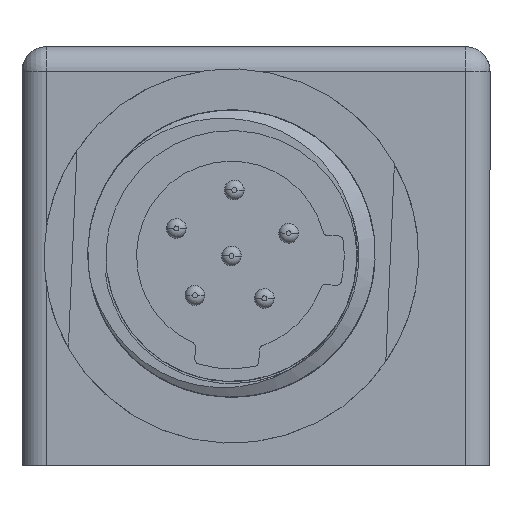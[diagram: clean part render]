
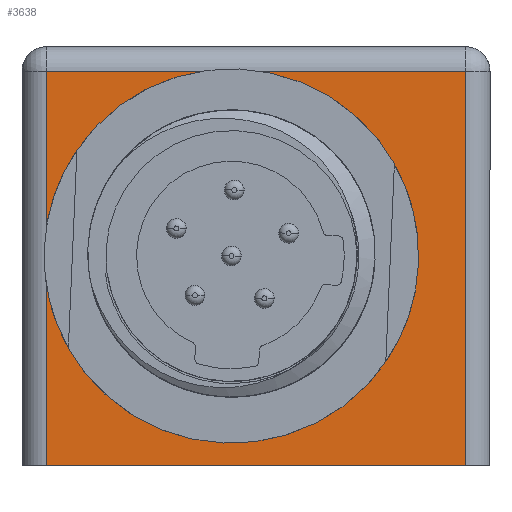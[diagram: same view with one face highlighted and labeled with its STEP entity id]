
A CAD part, front view. The second image highlights one B-rep face of the part: STEP entity #3638.
In plain terms, the highlighted face is planar.
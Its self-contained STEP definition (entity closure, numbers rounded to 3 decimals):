
#50 = VECTOR ( 'NONE', #700, 1000. ) ;
#104 = CARTESIAN_POINT ( 'NONE',  ( 81.5, 1., 16. ) ) ;
#409 = ORIENTED_EDGE ( 'NONE', *, *, #867, .T. ) ;
#609 = DIRECTION ( 'NONE',  ( 1., 0., 0. ) ) ;
#700 = DIRECTION ( 'NONE',  ( 0., 1., 0. ) ) ;
#748 = AXIS2_PLACEMENT_3D ( 'NONE', #6796, #609, #6895 ) ;
#858 = LINE ( 'NONE', #2583, #6668 ) ;
#867 = EDGE_CURVE ( 'NONE', #4821, #1485, #4471, .T. ) ;
#984 = ORIENTED_EDGE ( 'NONE', *, *, #5914, .F. ) ;
#1275 = LINE ( 'NONE', #6599, #4710 ) ;
#1405 = CARTESIAN_POINT ( 'NONE',  ( 81.5, 0., 16. ) ) ;
#1485 = VERTEX_POINT ( 'NONE', #4293 ) ;
#1811 = EDGE_CURVE ( 'NONE', #1485, #3046, #858, .T. ) ;
#1948 = CARTESIAN_POINT ( 'NONE',  ( 81.5, 8.5, 11.7 ) ) ;
#2032 = DIRECTION ( 'NONE',  ( 0., 0., 1. ) ) ;
#2290 = ORIENTED_EDGE ( 'NONE', *, *, #4029, .T. ) ;
#2319 = LINE ( 'NONE', #1405, #6303 ) ;
#2351 = DIRECTION ( 'NONE',  ( 0., 0., -1. ) ) ;
#2469 = CIRCLE ( 'NONE', #748, 3.2 ) ;
#2480 = CARTESIAN_POINT ( 'NONE',  ( 81.5, 1., 0. ) ) ;
#2583 = CARTESIAN_POINT ( 'NONE',  ( 81.5, 18., 17. ) ) ;
#2614 = EDGE_LOOP ( 'NONE', ( #984, #6340 ) ) ;
#2918 = CARTESIAN_POINT ( 'NONE',  ( 81.5, 18., 16. ) ) ;
#2984 = DIRECTION ( 'NONE',  ( 0., -1., 0. ) ) ;
#3046 = VERTEX_POINT ( 'NONE', #2918 ) ;
#3098 = CARTESIAN_POINT ( 'NONE',  ( 81.5, 0., 17. ) ) ;
#3124 = DIRECTION ( 'NONE',  ( -1., 0., 0. ) ) ;
#3287 = AXIS2_PLACEMENT_3D ( 'NONE', #6839, #5739, #2351 ) ;
#3441 = EDGE_CURVE ( 'NONE', #3951, #4821, #1275, .T. ) ;
#3628 = CIRCLE ( 'NONE', #3287, 3.2 ) ;
#3638 = ADVANCED_FACE ( 'NONE', ( #4452, #5592 ), #6475, .F. ) ;
#3751 = CARTESIAN_POINT ( 'NONE',  ( 81.5, 8.5, 5.3 ) ) ;
#3951 = VERTEX_POINT ( 'NONE', #104 ) ;
#4029 = EDGE_CURVE ( 'NONE', #3046, #3951, #2319, .T. ) ;
#4088 = CARTESIAN_POINT ( 'NONE',  ( 81.5, 0., 0. ) ) ;
#4134 = ORIENTED_EDGE ( 'NONE', *, *, #1811, .T. ) ;
#4293 = CARTESIAN_POINT ( 'NONE',  ( 81.5, 18., 0. ) ) ;
#4409 = VERTEX_POINT ( 'NONE', #1948 ) ;
#4452 = FACE_BOUND ( 'NONE', #2614, .T. ) ;
#4471 = LINE ( 'NONE', #4088, #50 ) ;
#4710 = VECTOR ( 'NONE', #6313, 1000. ) ;
#4821 = VERTEX_POINT ( 'NONE', #2480 ) ;
#5542 = AXIS2_PLACEMENT_3D ( 'NONE', #3098, #3124, #2032 ) ;
#5592 = FACE_OUTER_BOUND ( 'NONE', #6421, .T. ) ;
#5739 = DIRECTION ( 'NONE',  ( 1., 0., 0. ) ) ;
#5914 = EDGE_CURVE ( 'NONE', #7303, #4409, #2469, .T. ) ;
#6170 = EDGE_CURVE ( 'NONE', #4409, #7303, #3628, .T. ) ;
#6303 = VECTOR ( 'NONE', #2984, 1000. ) ;
#6313 = DIRECTION ( 'NONE',  ( 0., 0., -1. ) ) ;
#6340 = ORIENTED_EDGE ( 'NONE', *, *, #6170, .F. ) ;
#6421 = EDGE_LOOP ( 'NONE', ( #2290, #7113, #409, #4134 ) ) ;
#6475 = PLANE ( 'NONE',  #5542 ) ;
#6599 = CARTESIAN_POINT ( 'NONE',  ( 81.5, 1., 17. ) ) ;
#6668 = VECTOR ( 'NONE', #7023, 1000. ) ;
#6796 = CARTESIAN_POINT ( 'NONE',  ( 81.5, 8.5, 8.5 ) ) ;
#6839 = CARTESIAN_POINT ( 'NONE',  ( 81.5, 8.5, 8.5 ) ) ;
#6895 = DIRECTION ( 'NONE',  ( 0., 0., -1. ) ) ;
#7023 = DIRECTION ( 'NONE',  ( 0., 0., 1. ) ) ;
#7113 = ORIENTED_EDGE ( 'NONE', *, *, #3441, .T. ) ;
#7303 = VERTEX_POINT ( 'NONE', #3751 ) ;
